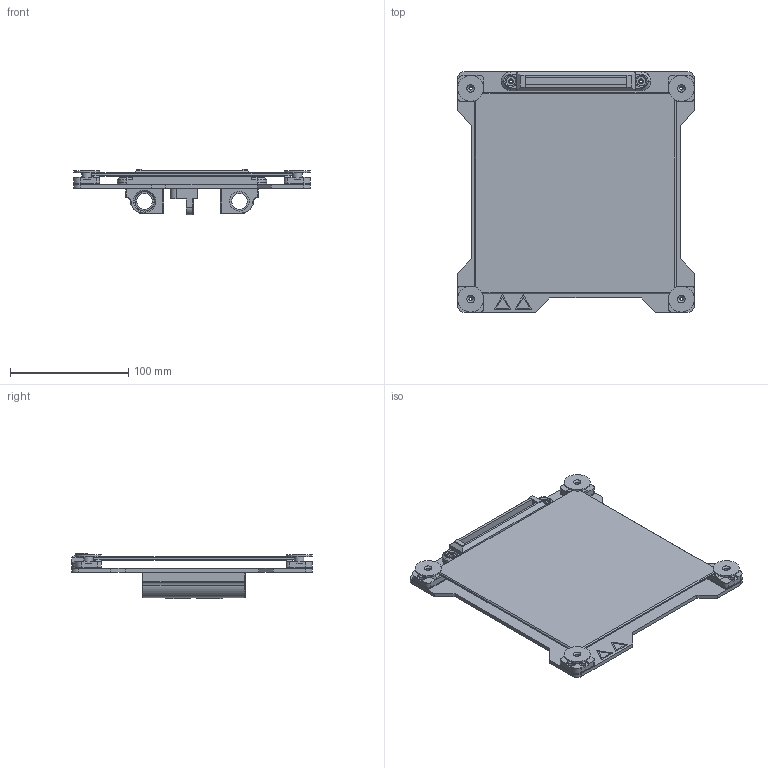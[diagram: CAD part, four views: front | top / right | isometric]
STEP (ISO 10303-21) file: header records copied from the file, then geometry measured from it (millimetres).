
FILE_DESCRIPTION(('FreeCAD Model'),'2;1');
FILE_NAME('hibiscus_y_axis.step','2017-11-29T09:37:46',('Author'),(''), 'Open CASCADE STEP processor 6.9','FreeCAD','Unknown');
FILE_SCHEMA(('AUTOMOTIVE_DESIGN { 1 0 10303 214 1 1 1 1 }'));
Products named in the file (1): muxedAssembly
Bounding box: 200 x 203 x 38.67 mm (x, y, z)
Surface area: 189863 mm2 (no closed solid volume)
Topology: 0 solids, 18 shells, 762 faces, 1942 edges, 1230 vertices
Faces by surface type: plane 411, cylinder 282, cone 57, bspline 12
Full cylindrical faces by diameter (mm): 2.45 x1, 2.5 x27, 3.35 x4, 3.4 x4, 4 x19, 4.3 x11, 4.5 x11, 4.7 x2, 5.2 x2, 8 x6, 8.2 x8, 10 x2, 13.24 x2, 16 x2, 16.6 x4, 22 x4
Entity records: 64427 total; most frequent: CARTESIAN_POINT 20752, DIRECTION 7001, LINE 4156, VECTOR 4156, ORIENTED_EDGE 3884, PCURVE 3884, DEFINITIONAL_REPRESENTATION 3884, EDGE_CURVE 1942
